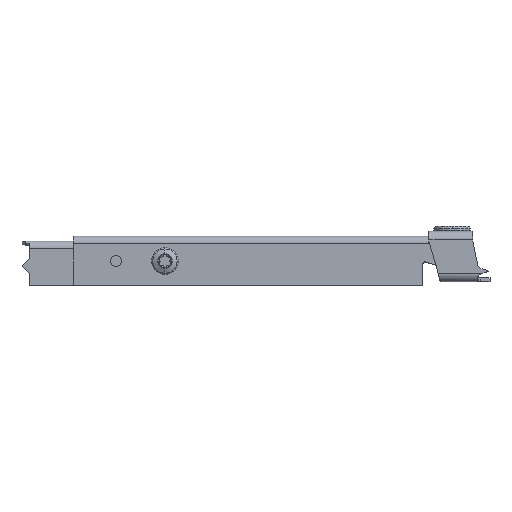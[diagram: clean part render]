
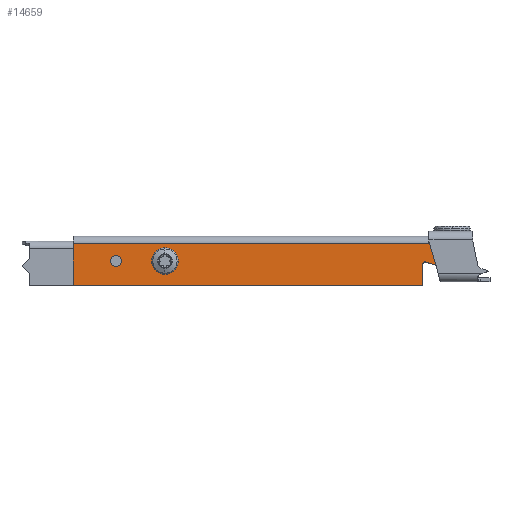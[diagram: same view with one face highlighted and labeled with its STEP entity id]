
A CAD part, top view. The second image highlights one B-rep face of the part: STEP entity #14659.
In plain terms, the highlighted planar face has unit normal (0, 0, 1).
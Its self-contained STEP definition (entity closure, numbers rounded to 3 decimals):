
#119 = DIRECTION ( 'NONE',  ( -1., 0., 0. ) ) ;
#173 = VERTEX_POINT ( 'NONE', #1004 ) ;
#217 = CIRCLE ( 'NONE', #10813, 2.25 ) ;
#311 = FACE_BOUND ( 'NONE', #8839, .T. ) ;
#324 = DIRECTION ( 'NONE',  ( 0., 0., -1. ) ) ;
#426 = CARTESIAN_POINT ( 'NONE',  ( -64., -10.124, 18.484 ) ) ;
#485 = CARTESIAN_POINT ( 'NONE',  ( 78.851, -14.126, 18.484 ) ) ;
#539 = VERTEX_POINT ( 'NONE', #5435 ) ;
#871 = AXIS2_PLACEMENT_3D ( 'NONE', #12936, #2730, #14159 ) ;
#919 = ORIENTED_EDGE ( 'NONE', *, *, #3268, .T. ) ;
#1004 = CARTESIAN_POINT ( 'NONE',  ( 61.5, -20.124, 18.484 ) ) ;
#1198 = DIRECTION ( 'NONE',  ( 0., 0., 1. ) ) ;
#1243 = VECTOR ( 'NONE', #4352, 1000. ) ;
#1351 = FACE_BOUND ( 'NONE', #11027, .T. ) ;
#1641 = EDGE_CURVE ( 'NONE', #2296, #5673, #9640, .T. ) ;
#1956 = CARTESIAN_POINT ( 'NONE',  ( 81.5, -3., 18.484 ) ) ;
#2001 = CARTESIAN_POINT ( 'NONE',  ( -81.5, -20.124, 18.484 ) ) ;
#2050 = ORIENTED_EDGE ( 'NONE', *, *, #13902, .F. ) ;
#2097 = CARTESIAN_POINT ( 'NONE',  ( 62.776, -10.521, 18.484 ) ) ;
#2182 = ORIENTED_EDGE ( 'NONE', *, *, #3985, .F. ) ;
#2239 = CARTESIAN_POINT ( 'NONE',  ( 81.5, -5.974, 18.484 ) ) ;
#2296 = VERTEX_POINT ( 'NONE', #4804 ) ;
#2323 = DIRECTION ( 'NONE',  ( 0., 0., 1. ) ) ;
#2414 = CARTESIAN_POINT ( 'NONE',  ( -44., -10.124, 18.484 ) ) ;
#2461 = CARTESIAN_POINT ( 'NONE',  ( -81.5, -20.124, 18.484 ) ) ;
#2554 = DIRECTION ( 'NONE',  ( 0., -1., 0. ) ) ;
#2702 = DIRECTION ( 'NONE',  ( 0., -1., 0. ) ) ;
#2712 = VERTEX_POINT ( 'NONE', #2239 ) ;
#2730 = DIRECTION ( 'NONE',  ( 0., 0., -1. ) ) ;
#2834 = CARTESIAN_POINT ( 'NONE',  ( -44., -7.874, 18.484 ) ) ;
#2906 = LINE ( 'NONE', #5549, #14530 ) ;
#2926 = CARTESIAN_POINT ( 'NONE',  ( -44., -10.124, 18.484 ) ) ;
#3030 = AXIS2_PLACEMENT_3D ( 'NONE', #2926, #13357, #12303 ) ;
#3073 = CARTESIAN_POINT ( 'NONE',  ( 81.5, -20.124, 18.484 ) ) ;
#3087 = AXIS2_PLACEMENT_3D ( 'NONE', #8012, #324, #6058 ) ;
#3147 = VECTOR ( 'NONE', #10993, 1000. ) ;
#3155 = CARTESIAN_POINT ( 'NONE',  ( -64., -10.124, 18.484 ) ) ;
#3268 = EDGE_CURVE ( 'NONE', #14083, #9416, #12374, .T. ) ;
#3288 = EDGE_CURVE ( 'NONE', #14929, #173, #3530, .T. ) ;
#3422 = VECTOR ( 'NONE', #2702, 1000. ) ;
#3472 = VERTEX_POINT ( 'NONE', #1956 ) ;
#3530 = LINE ( 'NONE', #6114, #3422 ) ;
#3661 = LINE ( 'NONE', #7137, #10758 ) ;
#3974 = EDGE_CURVE ( 'NONE', #2712, #3472, #7605, .T. ) ;
#3985 = EDGE_CURVE ( 'NONE', #13570, #4411, #12207, .T. ) ;
#4134 = ORIENTED_EDGE ( 'NONE', *, *, #5172, .F. ) ;
#4203 = EDGE_CURVE ( 'NONE', #6498, #539, #10190, .T. ) ;
#4352 = DIRECTION ( 'NONE',  ( -0.309, -0.951, 0. ) ) ;
#4411 = VERTEX_POINT ( 'NONE', #2834 ) ;
#4589 = EDGE_CURVE ( 'NONE', #2712, #4877, #11364, .T. ) ;
#4673 = CARTESIAN_POINT ( 'NONE',  ( -81.5, -3., 18.484 ) ) ;
#4801 = AXIS2_PLACEMENT_3D ( 'NONE', #2414, #5825, #13762 ) ;
#4804 = CARTESIAN_POINT ( 'NONE',  ( 77.624, -14.779, 18.484 ) ) ;
#4877 = VERTEX_POINT ( 'NONE', #485 ) ;
#5084 = ORIENTED_EDGE ( 'NONE', *, *, #3288, .F. ) ;
#5172 = EDGE_CURVE ( 'NONE', #4877, #12497, #5735, .T. ) ;
#5435 = CARTESIAN_POINT ( 'NONE',  ( -64., -7.874, 18.484 ) ) ;
#5485 = DIRECTION ( 'NONE',  ( 0., -1., 0. ) ) ;
#5549 = CARTESIAN_POINT ( 'NONE',  ( 81.5, -20.124, 18.484 ) ) ;
#5673 = VERTEX_POINT ( 'NONE', #2097 ) ;
#5735 = CIRCLE ( 'NONE', #3087, 1. ) ;
#5825 = DIRECTION ( 'NONE',  ( 0., 0., 1. ) ) ;
#5962 = CARTESIAN_POINT ( 'NONE',  ( 0., 15.676, 18.484 ) ) ;
#6006 = AXIS2_PLACEMENT_3D ( 'NONE', #5962, #2323, #2554 ) ;
#6053 = CARTESIAN_POINT ( 'NONE',  ( -44., -12.374, 18.484 ) ) ;
#6058 = DIRECTION ( 'NONE',  ( 0., 1., 0. ) ) ;
#6114 = CARTESIAN_POINT ( 'NONE',  ( 61.5, -20.124, 18.484 ) ) ;
#6226 = ORIENTED_EDGE ( 'NONE', *, *, #6581, .T. ) ;
#6413 = ORIENTED_EDGE ( 'NONE', *, *, #9149, .F. ) ;
#6498 = VERTEX_POINT ( 'NONE', #6562 ) ;
#6562 = CARTESIAN_POINT ( 'NONE',  ( -64., -12.374, 18.484 ) ) ;
#6581 = EDGE_CURVE ( 'NONE', #3472, #14083, #3661, .T. ) ;
#6723 = ORIENTED_EDGE ( 'NONE', *, *, #4589, .F. ) ;
#6998 = DIRECTION ( 'NONE',  ( 0., 0., 1. ) ) ;
#7061 = EDGE_CURVE ( 'NONE', #12497, #2296, #7382, .T. ) ;
#7137 = CARTESIAN_POINT ( 'NONE',  ( 0., -3., 18.484 ) ) ;
#7382 = CIRCLE ( 'NONE', #871, 1. ) ;
#7605 = LINE ( 'NONE', #3073, #8088 ) ;
#7743 = ORIENTED_EDGE ( 'NONE', *, *, #8691, .F. ) ;
#7767 = DIRECTION ( 'NONE',  ( 0., 0., 1. ) ) ;
#7770 = AXIS2_PLACEMENT_3D ( 'NONE', #7786, #1198, #10123 ) ;
#7786 = CARTESIAN_POINT ( 'NONE',  ( 62.5, -11.482, 18.484 ) ) ;
#8002 = VECTOR ( 'NONE', #5485, 1000. ) ;
#8012 = CARTESIAN_POINT ( 'NONE',  ( 77.9, -13.817, 18.484 ) ) ;
#8088 = VECTOR ( 'NONE', #14513, 1000. ) ;
#8417 = CIRCLE ( 'NONE', #4801, 2.25 ) ;
#8691 = EDGE_CURVE ( 'NONE', #539, #6498, #217, .T. ) ;
#8743 = CARTESIAN_POINT ( 'NONE',  ( 62.776, -10.521, 18.484 ) ) ;
#8759 = ORIENTED_EDGE ( 'NONE', *, *, #7061, .F. ) ;
#8839 = EDGE_LOOP ( 'NONE', ( #2182, #6413 ) ) ;
#8841 = CARTESIAN_POINT ( 'NONE',  ( 61.5, -11.482, 18.484 ) ) ;
#8990 = AXIS2_PLACEMENT_3D ( 'NONE', #426, #6998, #12885 ) ;
#9031 = CARTESIAN_POINT ( 'NONE',  ( 78.851, -14.126, 18.484 ) ) ;
#9063 = ORIENTED_EDGE ( 'NONE', *, *, #4203, .F. ) ;
#9149 = EDGE_CURVE ( 'NONE', #4411, #13570, #8417, .T. ) ;
#9256 = CARTESIAN_POINT ( 'NONE',  ( 77.9, -14.817, 18.484 ) ) ;
#9284 = ORIENTED_EDGE ( 'NONE', *, *, #1641, .F. ) ;
#9416 = VERTEX_POINT ( 'NONE', #2461 ) ;
#9640 = LINE ( 'NONE', #8743, #3147 ) ;
#10106 = EDGE_LOOP ( 'NONE', ( #11275, #6226, #919, #10761, #5084, #2050, #9284, #8759, #4134, #6723 ) ) ;
#10123 = DIRECTION ( 'NONE',  ( 0., 1., 0. ) ) ;
#10190 = CIRCLE ( 'NONE', #8990, 2.25 ) ;
#10758 = VECTOR ( 'NONE', #119, 1000. ) ;
#10761 = ORIENTED_EDGE ( 'NONE', *, *, #12804, .T. ) ;
#10813 = AXIS2_PLACEMENT_3D ( 'NONE', #3155, #7767, #13657 ) ;
#10993 = DIRECTION ( 'NONE',  ( -0.961, 0.276, 0. ) ) ;
#11027 = EDGE_LOOP ( 'NONE', ( #9063, #7743 ) ) ;
#11275 = ORIENTED_EDGE ( 'NONE', *, *, #3974, .T. ) ;
#11364 = LINE ( 'NONE', #9031, #1243 ) ;
#12207 = CIRCLE ( 'NONE', #3030, 2.25 ) ;
#12303 = DIRECTION ( 'NONE',  ( 0., -1., 0. ) ) ;
#12374 = LINE ( 'NONE', #2001, #8002 ) ;
#12497 = VERTEX_POINT ( 'NONE', #9256 ) ;
#12595 = CIRCLE ( 'NONE', #7770, 1. ) ;
#12804 = EDGE_CURVE ( 'NONE', #9416, #173, #2906, .T. ) ;
#12885 = DIRECTION ( 'NONE',  ( 0., -1., 0. ) ) ;
#12908 = FACE_OUTER_BOUND ( 'NONE', #10106, .T. ) ;
#12936 = CARTESIAN_POINT ( 'NONE',  ( 77.9, -13.817, 18.484 ) ) ;
#13357 = DIRECTION ( 'NONE',  ( 0., 0., 1. ) ) ;
#13570 = VERTEX_POINT ( 'NONE', #6053 ) ;
#13657 = DIRECTION ( 'NONE',  ( 0., -1., 0. ) ) ;
#13762 = DIRECTION ( 'NONE',  ( 0., -1., 0. ) ) ;
#13902 = EDGE_CURVE ( 'NONE', #5673, #14929, #12595, .T. ) ;
#14064 = PLANE ( 'NONE',  #6006 ) ;
#14083 = VERTEX_POINT ( 'NONE', #4673 ) ;
#14159 = DIRECTION ( 'NONE',  ( 0., 1., 0. ) ) ;
#14513 = DIRECTION ( 'NONE',  ( 0., 1., 0. ) ) ;
#14530 = VECTOR ( 'NONE', #14641, 1000. ) ;
#14641 = DIRECTION ( 'NONE',  ( 1., 0., 0. ) ) ;
#14659 = ADVANCED_FACE ( 'NONE', ( #311, #1351, #12908 ), #14064, .T. ) ;
#14929 = VERTEX_POINT ( 'NONE', #8841 ) ;
